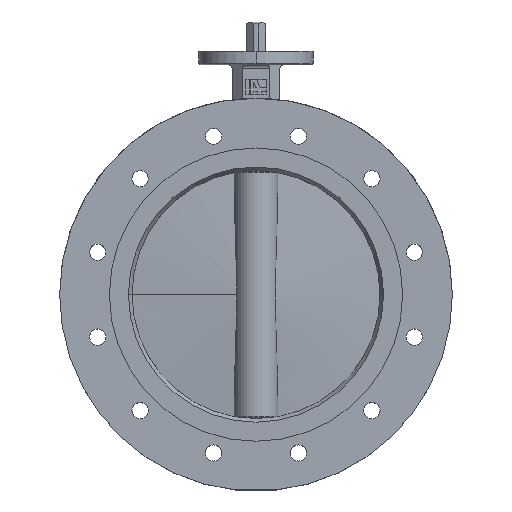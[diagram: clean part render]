
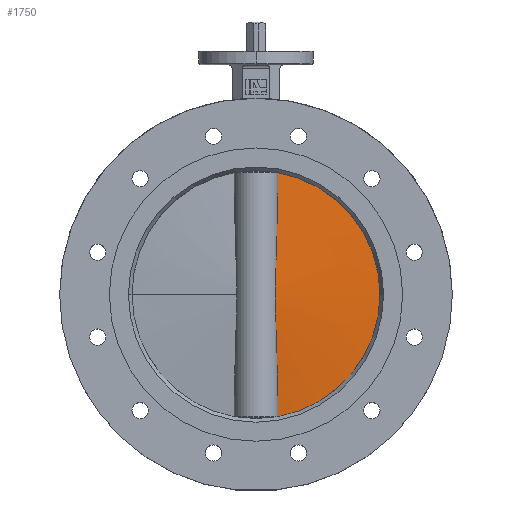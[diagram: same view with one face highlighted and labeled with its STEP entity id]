
A CAD part, top view. The second image highlights one B-rep face of the part: STEP entity #1750.
In plain terms, the highlighted conical face has half-angle 85.605 degrees and reference radius 169.153 mm.
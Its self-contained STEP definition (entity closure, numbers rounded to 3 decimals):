
#75 = EDGE_LOOP ( 'NONE', ( #813, #814, #815 ) ) ;
#813 = ORIENTED_EDGE ( 'NONE', *, *, #1560, .F. ) ;
#814 = ORIENTED_EDGE ( 'NONE', *, *, #1532, .T. ) ;
#815 = ORIENTED_EDGE ( 'NONE', *, *, #1561, .T. ) ;
#1236 = VERTEX_POINT ( 'NONE', #2609 ) ;
#1237 = VERTEX_POINT ( 'NONE', #2610 ) ;
#1251 = VERTEX_POINT ( 'NONE', #2632 ) ;
#1532 = EDGE_CURVE ( 'NONE', #1236, #1237, #2243, .T. ) ;
#1560 = EDGE_CURVE ( 'NONE', #1236, #1251, #5865, .T. ) ;
#1561 = EDGE_CURVE ( 'NONE', #1237, #1251, #2302, .T. ) ;
#1750 = ADVANCED_FACE ( 'NONE', ( #4790 ), #4794, .T. ) ;
#2243 = CIRCLE ( 'NONE', #3629, 168.249 ) ;
#2302 = CIRCLE ( 'NONE', #3645, 168.249 ) ;
#2609 = CARTESIAN_POINT ( 'NONE',  ( -4.069, -165.602, 29.723 ) ) ;
#2610 = CARTESIAN_POINT ( 'NONE',  ( -4.069, 0., 168.249 ) ) ;
#2632 = CARTESIAN_POINT ( 'NONE',  ( -4.069, 165.602, 29.723 ) ) ;
#3385 = CARTESIAN_POINT ( 'NONE',  ( -4.069, 0., 0. ) ) ;
#3386 = DIRECTION ( 'NONE',  ( -1., 0., 0. ) ) ;
#3388 = DIRECTION ( 'NONE',  ( 0., 0., 1. ) ) ;
#3629 = AXIS2_PLACEMENT_3D ( 'NONE', #3385, #3386, #3388 ) ;
#3645 = AXIS2_PLACEMENT_3D ( 'NONE', #3915, #3916, #3917 ) ;
#3797 = AXIS2_PLACEMENT_3D ( 'NONE', #5639, #5640, #5637 ) ;
#3876 = CARTESIAN_POINT ( 'NONE',  ( -4.069, -165.602, 29.723 ) ) ;
#3877 = CARTESIAN_POINT ( 'NONE',  ( -5.115, -151.806, 29.58 ) ) ;
#3881 = CARTESIAN_POINT ( 'NONE',  ( -6.158, -138.01, 29.381 ) ) ;
#3882 = CARTESIAN_POINT ( 'NONE',  ( -8.231, -110.419, 28.868 ) ) ;
#3883 = CARTESIAN_POINT ( 'NONE',  ( -9.263, -96.625, 28.555 ) ) ;
#3884 = CARTESIAN_POINT ( 'NONE',  ( -10.782, -75.934, 28.001 ) ) ;
#3885 = CARTESIAN_POINT ( 'NONE',  ( -11.284, -69.037, 27.802 ) ) ;
#3886 = CARTESIAN_POINT ( 'NONE',  ( -12.266, -55.242, 27.383 ) ) ;
#3887 = CARTESIAN_POINT ( 'NONE',  ( -12.747, -48.344, 27.162 ) ) ;
#3888 = CARTESIAN_POINT ( 'NONE',  ( -13.428, -37.995, 26.828 ) ) ;
#3889 = CARTESIAN_POINT ( 'NONE',  ( -13.648, -34.545, 26.717 ) ) ;
#3890 = CARTESIAN_POINT ( 'NONE',  ( -14.062, -27.642, 26.501 ) ) ;
#3891 = CARTESIAN_POINT ( 'NONE',  ( -14.256, -24.19, 26.397 ) ) ;
#3892 = CARTESIAN_POINT ( 'NONE',  ( -14.596, -17.281, 26.211 ) ) ;
#3893 = CARTESIAN_POINT ( 'NONE',  ( -14.741, -13.825, 26.129 ) ) ;
#3894 = CARTESIAN_POINT ( 'NONE',  ( -14.946, -6.912, 26.012 ) ) ;
#3895 = CARTESIAN_POINT ( 'NONE',  ( -15.003, -3.456, 25.979 ) ) ;
#3896 = CARTESIAN_POINT ( 'NONE',  ( -15.003, 3.458, 25.979 ) ) ;
#3897 = CARTESIAN_POINT ( 'NONE',  ( -14.946, 6.914, 26.012 ) ) ;
#3898 = CARTESIAN_POINT ( 'NONE',  ( -14.741, 13.828, 26.129 ) ) ;
#3899 = CARTESIAN_POINT ( 'NONE',  ( -14.596, 17.286, 26.211 ) ) ;
#3900 = CARTESIAN_POINT ( 'NONE',  ( -14.256, 24.194, 26.397 ) ) ;
#3901 = CARTESIAN_POINT ( 'NONE',  ( -14.061, 27.646, 26.502 ) ) ;
#3902 = CARTESIAN_POINT ( 'NONE',  ( -13.648, 34.548, 26.717 ) ) ;
#3903 = CARTESIAN_POINT ( 'NONE',  ( -13.428, 37.999, 26.828 ) ) ;
#3904 = CARTESIAN_POINT ( 'NONE',  ( -12.747, 48.348, 27.162 ) ) ;
#3905 = CARTESIAN_POINT ( 'NONE',  ( -12.265, 55.245, 27.383 ) ) ;
#3906 = CARTESIAN_POINT ( 'NONE',  ( -11.283, 69.04, 27.802 ) ) ;
#3907 = CARTESIAN_POINT ( 'NONE',  ( -10.782, 75.937, 28.001 ) ) ;
#3908 = CARTESIAN_POINT ( 'NONE',  ( -9.263, 96.627, 28.555 ) ) ;
#3909 = CARTESIAN_POINT ( 'NONE',  ( -8.231, 110.421, 28.868 ) ) ;
#3910 = CARTESIAN_POINT ( 'NONE',  ( -6.158, 138.01, 29.381 ) ) ;
#3911 = CARTESIAN_POINT ( 'NONE',  ( -5.115, 151.806, 29.58 ) ) ;
#3912 = CARTESIAN_POINT ( 'NONE',  ( -4.069, 165.602, 29.723 ) ) ;
#3915 = CARTESIAN_POINT ( 'NONE',  ( -4.069, 0., 0. ) ) ;
#3916 = DIRECTION ( 'NONE',  ( -1., 0., 0. ) ) ;
#3917 = DIRECTION ( 'NONE',  ( 0., 0., 1. ) ) ;
#4790 = FACE_OUTER_BOUND ( 'NONE', #75, .T. ) ;
#4794 = CONICAL_SURFACE ( 'NONE', #3797, 169.153, 1.494 ) ;
#5637 = DIRECTION ( 'NONE',  ( 0., 0., -1. ) ) ;
#5639 = CARTESIAN_POINT ( 'NONE',  ( -4., 0., 0. ) ) ;
#5640 = DIRECTION ( 'NONE',  ( 1., 0., 0. ) ) ;
#5865 = B_SPLINE_CURVE_WITH_KNOTS ( 'NONE', 3,
 ( #3876, #3877, #3881, #3882, #3883, #3884, #3885, #3886, #3887, #3888, #3889, #3890, #3891, #3892, #3893, #3894, #3895, #3896, #3897, #3898, #3899, #3900, #3901, #3902, #3903, #3904, #3905, #3906, #3907, #3908, #3909, #3910, #3911, #3912 ),
 .UNSPECIFIED., .F., .F.,
 ( 4, 2, 2, 2, 2, 2, 2, 2, 2, 2, 2, 2, 2, 2, 2, 2, 4 ),
 ( -0.149, -0.108, -0.066, -0.046, -0.025, -0.014, -0.004, 0.006, 0.017, 0.027, 0.037, 0.048, 0.058, 0.079, 0.1, 0.141, 0.183 ),
 .UNSPECIFIED. ) ;
